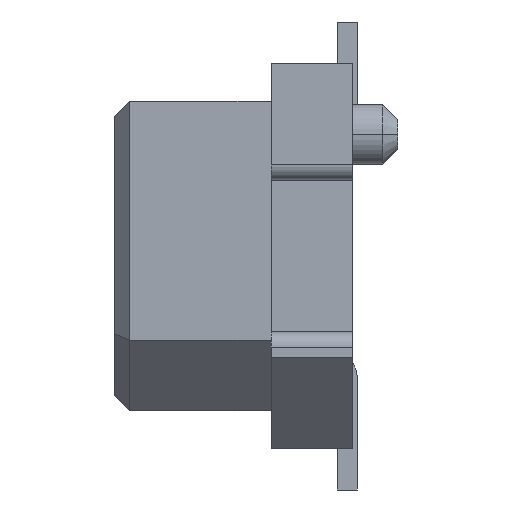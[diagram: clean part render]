
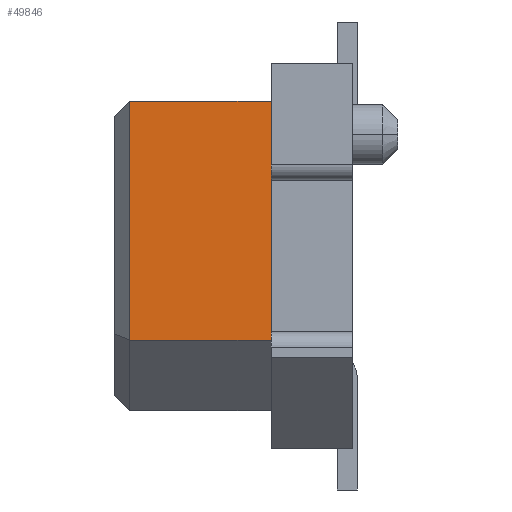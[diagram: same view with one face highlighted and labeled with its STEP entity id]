
A CAD part, left-side view. The second image highlights one B-rep face of the part: STEP entity #49846.
In plain terms, the highlighted planar face has unit normal (-1, 0, 0).
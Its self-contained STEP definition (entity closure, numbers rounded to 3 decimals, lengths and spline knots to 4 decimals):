
#1681=DIRECTION('',(0.,0.,1.));
#1682=VECTOR('',#1681,2.36);
#1683=CARTESIAN_POINT('',(-15.9,2.2,-0.83));
#1684=LINE('',#1683,#1682);
#1685=DIRECTION('',(0.,0.,-1.));
#1686=VECTOR('',#1685,2.36);
#1687=CARTESIAN_POINT('',(-15.9,0.8,1.53));
#1688=LINE('',#1687,#1686);
#1689=DIRECTION('',(0.,1.,0.));
#1690=VECTOR('',#1689,1.4);
#1691=CARTESIAN_POINT('',(-15.9,0.8,-0.83));
#1692=LINE('',#1691,#1690);
#1705=DIRECTION('',(0.,1.,0.));
#1706=VECTOR('',#1705,1.4);
#1707=CARTESIAN_POINT('',(-15.9,0.8,1.53));
#1708=LINE('',#1707,#1706);
#38288=CARTESIAN_POINT('',(-15.9,0.8,1.53));
#38290=VERTEX_POINT('',#38288);
#38297=CARTESIAN_POINT('',(-15.9,0.8,-0.83));
#38298=VERTEX_POINT('',#38297);
#39803=CARTESIAN_POINT('',(-15.9,2.2,1.53));
#39804=VERTEX_POINT('',#39803);
#39805=CARTESIAN_POINT('',(-15.9,2.2,-0.83));
#39806=VERTEX_POINT('',#39805);
#49834=CARTESIAN_POINT('',(-15.9,1.5,0.35));
#49835=DIRECTION('',(1.,0.,0.));
#49836=DIRECTION('',(0.,0.,-1.));
#49837=AXIS2_PLACEMENT_3D('',#49834,#49835,#49836);
#49838=PLANE('',#49837);
#49839=ORIENTED_EDGE('',*,*,#49717,.T.);
#49841=ORIENTED_EDGE('',*,*,#49840,.F.);
#49842=ORIENTED_EDGE('',*,*,#46176,.T.);
#49843=ORIENTED_EDGE('',*,*,#49826,.T.);
#49844=EDGE_LOOP('',(#49839,#49841,#49842,#49843));
#49845=FACE_OUTER_BOUND('',#49844,.F.);
#49846=ADVANCED_FACE('',(#49845),#49838,.F.);
#46176=EDGE_CURVE('',#38290,#38298,#1688,.T.);
#49717=EDGE_CURVE('',#39806,#39804,#1684,.T.);
#49826=EDGE_CURVE('',#38298,#39806,#1692,.T.);
#49840=EDGE_CURVE('',#38290,#39804,#1708,.T.);
